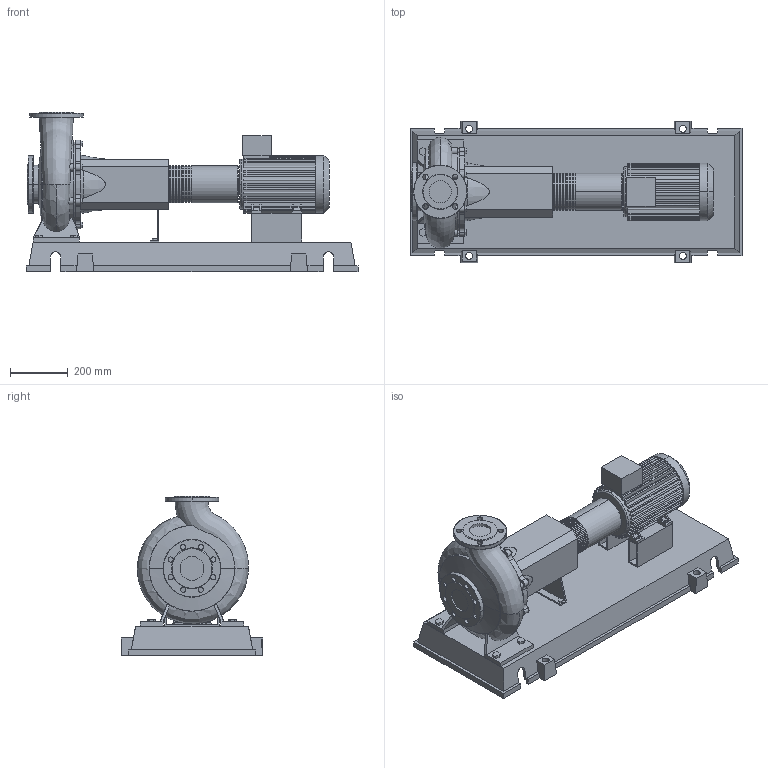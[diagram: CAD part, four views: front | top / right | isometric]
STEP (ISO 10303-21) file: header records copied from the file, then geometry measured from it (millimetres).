
FILE_DESCRIPTION((''),'2;1');
FILE_NAME('3d_NL65_250-2.2-4-12-4109191.stp','2015-03-03T07:17:30',(''),(''),'Mechanical Desktop 2009','Mechanical Desktop 2009',', , ');
FILE_SCHEMA(('CONFIG_CONTROL_DESIGN'));
Length unit declared in the file: millimetre
Products named in the file (1): Product
Bounding box: 1150 x 490 x 553 mm (x, y, z)
Volume: 45305391 mm3; surface area: 3383718.7 mm2
Topology: 13 solids, 13 shells, 863 faces, 2290 edges, 1507 vertices
Faces by surface type: plane 440, cylinder 221, bspline 180, cone 12, torus 10
Entity records: 31872 total; most frequent: CARTESIAN_POINT 10368, ORIENTED_EDGE 4582, DIRECTION 4247, EDGE_CURVE 2291, VERTEX_POINT 1506, VECTOR 1467, LINE 1467, AXIS2_PLACEMENT_3D 1390
